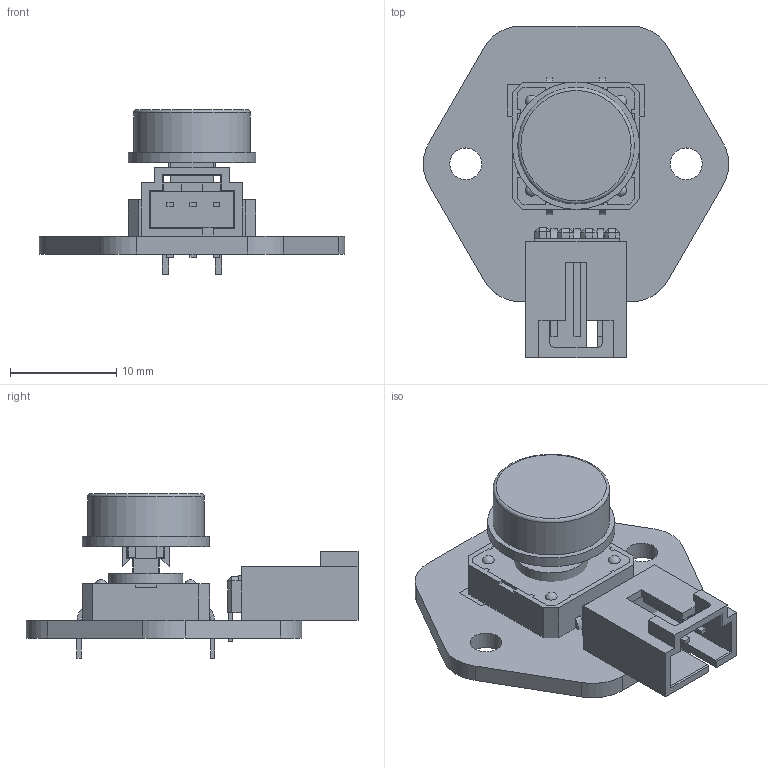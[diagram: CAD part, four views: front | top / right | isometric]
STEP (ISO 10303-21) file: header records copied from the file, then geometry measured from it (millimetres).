
FILE_DESCRIPTION(('FreeCAD Model'),'2;1');
FILE_NAME('ZumPulsador.step','2014-12-10T21:20:28',('FreeCAD'),('FreeCAD'), 'Open CASCADE STEP processor 6.7','FreeCAD','Unknown');
FILE_SCHEMA(('AUTOMOTIVE_DESIGN_CC2 { 1 2 10303 214 -1 1 5 4 }'));
Length unit declared in the file: millimetre
Products named in the file (9): AlojaConectores; Conectores; Pad001; Pad002; Cut002; ChapaMetalica; Tapon; Fillet001; Fusion005
Bounding box: 28.78 x 31.3 x 15.5 mm (x, y, z)
Volume: 1974.4 mm3; surface area: 3993.6 mm2
Topology: 9 solids, 9 shells, 379 faces, 978 edges, 635 vertices
Faces by surface type: plane 321, cylinder 53, sphere 4, torus 1
Full cylindrical faces by diameter (mm): 1.13 x8, 2 x5, 3 x2, 7 x2, 11 x1, 12 x1
Entity records: 26241 total; most frequent: CARTESIAN_POINT 5074, DIRECTION 3226, LINE 2149, VECTOR 2149, ORIENTED_EDGE 1964, PCURVE 1956, DEFINITIONAL_REPRESENTATION 1956, EDGE_CURVE 978
